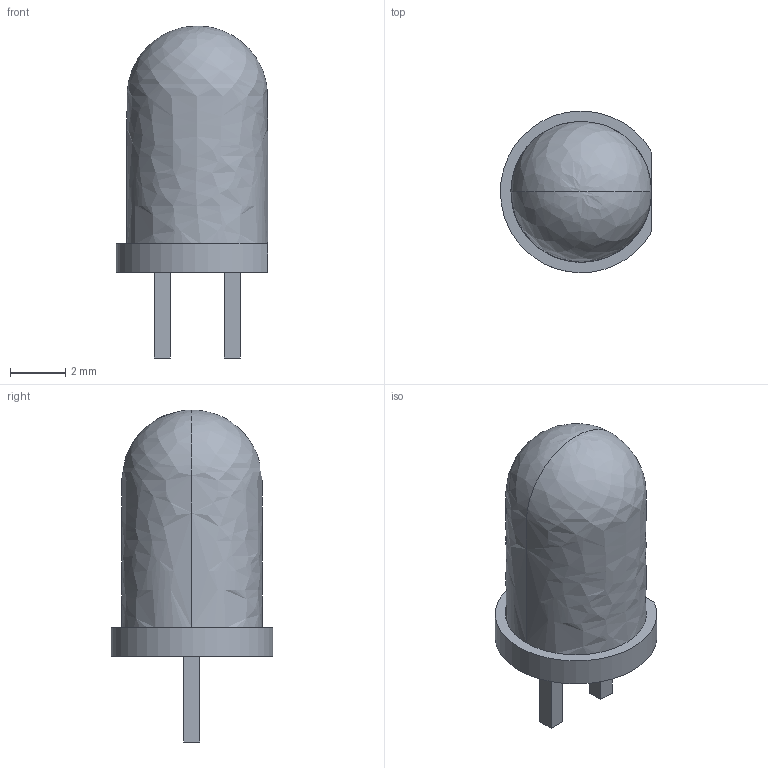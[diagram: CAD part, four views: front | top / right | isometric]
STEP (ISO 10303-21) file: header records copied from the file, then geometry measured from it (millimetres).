
FILE_DESCRIPTION (( 'STEP AP214' ), '1' );
FILE_NAME ('5MM LED SMALL.STEP', '2019-04-08T03:42:51', ( '' ), ( '' ), 'SwSTEP 2.0', 'SolidWorks 2018', '' );
FILE_SCHEMA (( 'AUTOMOTIVE_DESIGN' ));
Length unit declared in the file: millimetre
Products named in the file (1): 5MM LED SMALL
Bounding box: 5.46 x 5.83 x 11.99 mm (x, y, z)
Volume: 171.3 mm3; surface area: 192.6 mm2
Topology: 3 solids, 3 shells, 18 faces, 37 edges, 23 vertices
Faces by surface type: plane 15, bspline 3
Entity records: 541 total; most frequent: CARTESIAN_POINT 203, ORIENTED_EDGE 70, EDGE_CURVE 35, DIRECTION 32, B_SPLINE_CURVE_WITH_KNOTS 29, VERTEX_POINT 23, EDGE_LOOP 18, ADVANCED_FACE 18
